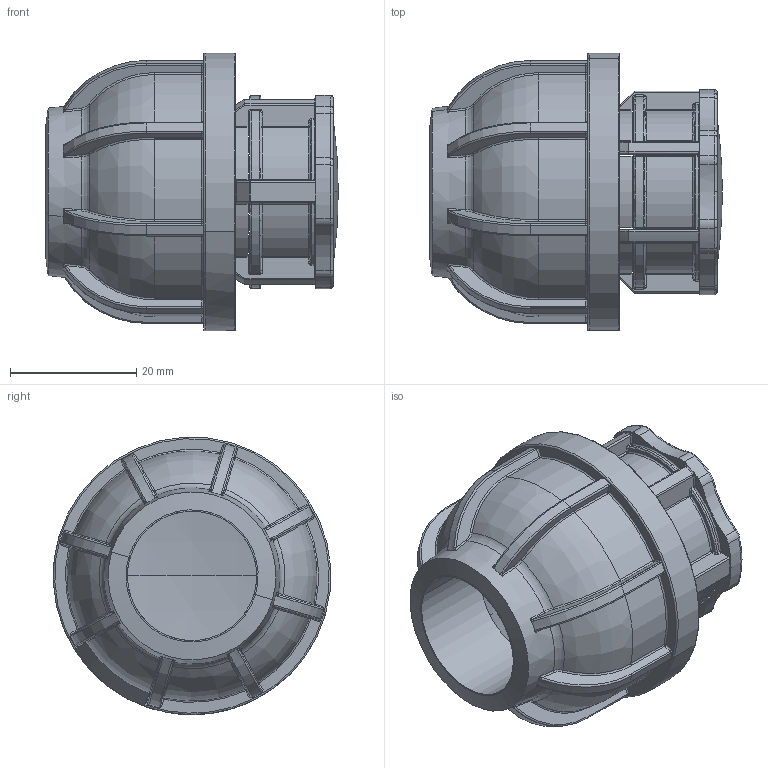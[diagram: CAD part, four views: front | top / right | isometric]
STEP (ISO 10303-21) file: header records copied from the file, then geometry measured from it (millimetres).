
FILE_DESCRIPTION (( 'STEP AP203' ), '1' );
FILE_NAME ('R221.020.000.step', '2013-11-19T09:30:54', ( 'Alusic' ), ( 'Alusic' ), 'SwSTEP 2.0', 'SolidWorks 2011', '' );
FILE_SCHEMA (( 'CONFIG_CONTROL_DESIGN' ));
Length unit declared in the file: millimetre
Products named in the file (1): R221.020.000
Bounding box: 46.35 x 43.93 x 43.95 mm (x, y, z)
Surface area: 12859.3 mm2 (no closed solid volume)
Topology: 0 solids, 8 shells, 1053 faces, 2797 edges, 1599 vertices
Faces by surface type: cylinder 317, torus 263, bspline 222, plane 130, sphere 80, cone 41
Entity records: 39080 total; most frequent: CARTESIAN_POINT 14986, DIRECTION 5160, ORIENTED_EDGE 4916, EDGE_CURVE 2759, AXIS2_PLACEMENT_3D 2290, VERTEX_POINT 1596, CIRCLE 1458, EDGE_LOOP 1057
